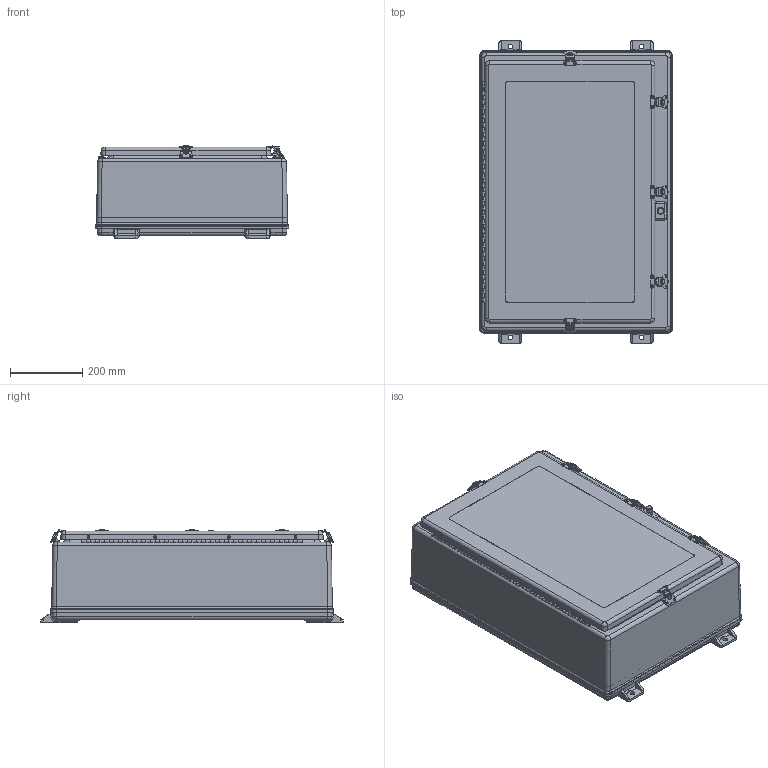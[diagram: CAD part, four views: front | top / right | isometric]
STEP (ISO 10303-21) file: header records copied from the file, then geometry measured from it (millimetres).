
FILE_DESCRIPTION (( 'STEP AP214' ), '1' );
FILE_NAME ('TW30208HWT.STEP', '2018-11-08T15:50:27', ( '' ), ( '' ), 'SwSTEP 2.0', 'SolidWorks 2018', '' );
FILE_SCHEMA (( 'AUTOMOTIVE_DESIGN' ));
Length unit declared in the file: inch
Products named in the file (1): TW30208HWT
Bounding box: 533.4 x 834.23 x 255.41 mm (x, y, z)
Volume: 9183736.3 mm3; surface area: 3360840.9 mm2
Topology: 68 solids, 68 shells, 1862 faces, 4489 edges, 2756 vertices
Faces by surface type: cylinder 722, plane 702, bspline 342, torus 52, cone 44
Full cylindrical faces by diameter (mm): 1.587 x6, 1.588 x14, 1.651 x8, 3.175 x49, 3.302 x54, 3.429 x10, 3.5 x10, 3.556 x20, 3.969 x10, 4.762 x4, 4.763 x6, 5.08 x10, 5.105 x1, 5.11 x1, 6.35 x1, 7.544 x8, 7.798 x4, 8.64 x2, 10.312 x1, 12.7 x2, 12.959 x2, 14.3 x8
Entity records: 95251 total; most frequent: CARTESIAN_POINT 30130, ORIENTED_EDGE 7956, DIRECTION 7918, EDGE_CURVE 3978, AXIS2_PLACEMENT_3D 2993, VERTEX_POINT 2661, EDGE_LOOP 2585, FACE_OUTER_BOUND 2200
